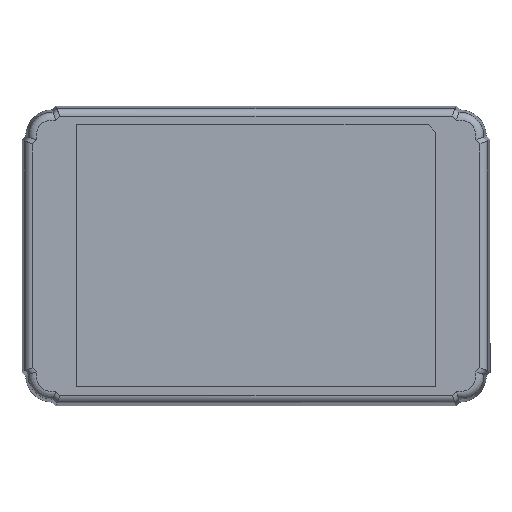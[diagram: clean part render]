
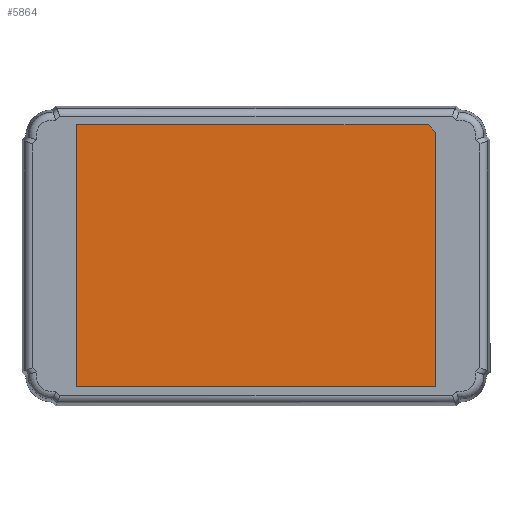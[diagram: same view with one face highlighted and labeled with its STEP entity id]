
A CAD part, top view. The second image highlights one B-rep face of the part: STEP entity #5864.
In plain terms, the highlighted planar face has unit normal (0, 0, 1).
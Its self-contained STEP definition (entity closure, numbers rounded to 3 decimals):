
#154=PLANE('',#6448);
#611=FACE_OUTER_BOUND('',#968,.T.);
#968=EDGE_LOOP('',(#4431,#4432,#4433,#4434,#4435));
#1402=LINE('',#9662,#1832);
#1404=LINE('',#9666,#1834);
#1406=LINE('',#9670,#1836);
#1408=LINE('',#9674,#1838);
#1410=LINE('',#9677,#1840);
#1832=VECTOR('',#7489,70.);
#1834=VECTOR('',#7493,94.);
#1836=VECTOR('',#7497,2.828);
#1838=VECTOR('',#7501,68.);
#1840=VECTOR('',#7505,96.);
#2673=VERTEX_POINT('',#9659);
#2674=VERTEX_POINT('',#9661);
#2675=VERTEX_POINT('',#9665);
#2676=VERTEX_POINT('',#9669);
#2677=VERTEX_POINT('',#9673);
#3350=EDGE_CURVE('',#2674,#2673,#1402,.T.);
#3352=EDGE_CURVE('',#2675,#2674,#1404,.T.);
#3354=EDGE_CURVE('',#2676,#2675,#1406,.T.);
#3356=EDGE_CURVE('',#2677,#2676,#1408,.T.);
#3358=EDGE_CURVE('',#2673,#2677,#1410,.T.);
#4431=ORIENTED_EDGE('',*,*,#3350,.T.);
#4432=ORIENTED_EDGE('',*,*,#3358,.T.);
#4433=ORIENTED_EDGE('',*,*,#3356,.T.);
#4434=ORIENTED_EDGE('',*,*,#3354,.T.);
#4435=ORIENTED_EDGE('',*,*,#3352,.T.);
#5864=ADVANCED_FACE('',(#611),#154,.T.);
#6448=AXIS2_PLACEMENT_3D('',#9678,#7506,#7507);
#7489=DIRECTION('',(0.,-1.,0.));
#7493=DIRECTION('',(-1.,0.,0.));
#7497=DIRECTION('',(-0.707,0.707,0.));
#7501=DIRECTION('',(0.,1.,0.));
#7505=DIRECTION('',(1.,0.,0.));
#7506=DIRECTION('center_axis',(0.,0.,1.));
#7507=DIRECTION('ref_axis',(1.,0.,0.));
#9659=CARTESIAN_POINT('',(-48.,-35.,29.7));
#9661=CARTESIAN_POINT('',(-48.,35.,29.7));
#9662=CARTESIAN_POINT('',(-48.,35.,29.7));
#9665=CARTESIAN_POINT('',(46.,35.,29.7));
#9666=CARTESIAN_POINT('',(46.,35.,29.7));
#9669=CARTESIAN_POINT('',(48.,33.,29.7));
#9670=CARTESIAN_POINT('',(48.,33.,29.7));
#9673=CARTESIAN_POINT('',(48.,-35.,29.7));
#9674=CARTESIAN_POINT('',(48.,-35.,29.7));
#9677=CARTESIAN_POINT('',(-48.,-35.,29.7));
#9678=CARTESIAN_POINT('Origin',(-48.,35.,29.7));
